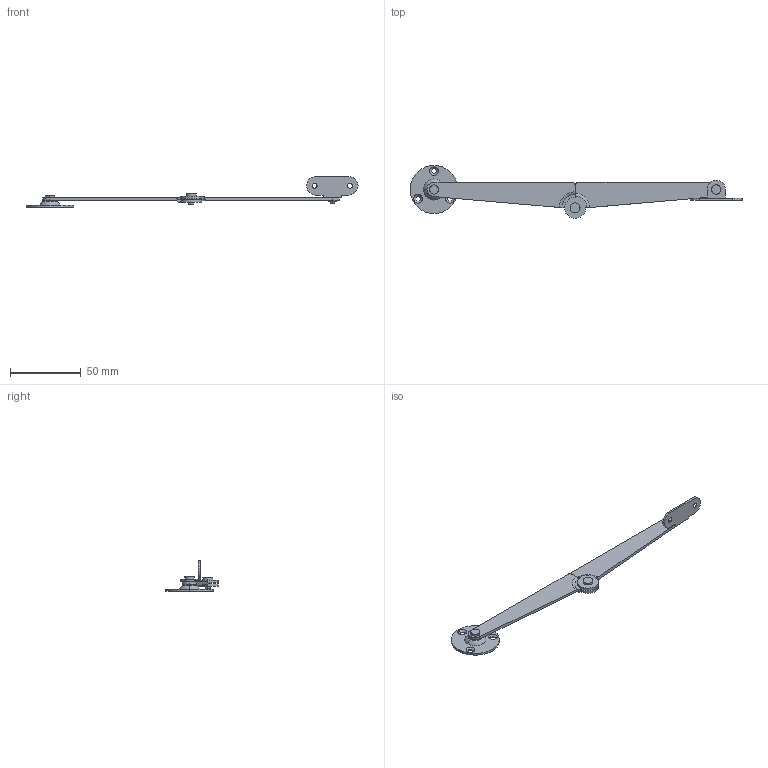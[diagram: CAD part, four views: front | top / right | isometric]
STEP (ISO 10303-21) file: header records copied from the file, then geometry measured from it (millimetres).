
FILE_DESCRIPTION (( 'STEP AP203' ), '1' );
FILE_NAME ('B-1040-1-R.STEP', '2015-06-29T06:41:18', ( '' ), ( '' ), 'SwSTEP 2.0', 'SolidWorks 2012', '' );
FILE_SCHEMA (( 'CONFIG_CONTROL_DESIGN' ));
Length unit declared in the file: millimetre
Products named in the file (7): B-1040-1暯儕儀僢僩3亊5.9_; B-1040-1ステー_; B-1040-1-R; B-1040-1取付座円盤_; B-1040-1取付座L_; B-1040-1儚僢僔儍乕__冇3.2亊冇5.5; B-1040-1暯儕儀僢僩4亊6.3_
Assembly tree (10 placements, depth 2):
  B-1040-1-R
    B-1040-1ステー_  x2
    B-1040-1暯儕儀僢僩3亊5.9_  x2
    B-1040-1暯儕儀僢僩4亊6.3_
    B-1040-1儚僢僔儍乕__冇3.2亊冇5.5  x3
    B-1040-1取付座L_
    B-1040-1取付座円盤_
Bounding box: 235.25 x 37.5 x 21.7 mm (x, y, z)
Volume: 8834.5 mm3; surface area: 11491.6 mm2
Topology: 10 solids, 10 shells, 119 faces, 270 edges, 176 vertices
Faces by surface type: cylinder 59, plane 42, cone 10, torus 8
Entity records: 3296 total; most frequent: DIRECTION 485, CARTESIAN_POINT 425, ORIENTED_EDGE 378, AXIS2_PLACEMENT_3D 202, EDGE_CURVE 189, VERTEX_POINT 122, EDGE_LOOP 107, CIRCLE 106
